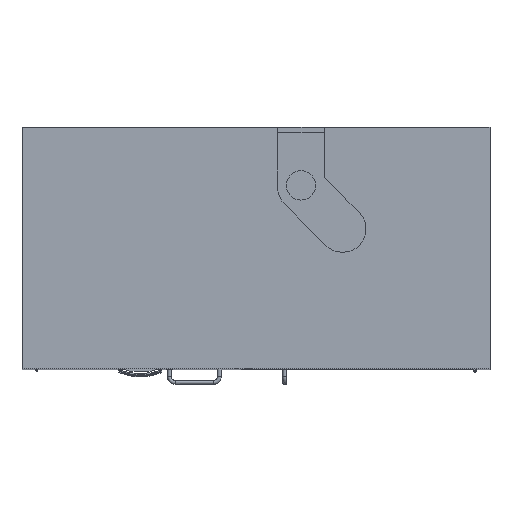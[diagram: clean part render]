
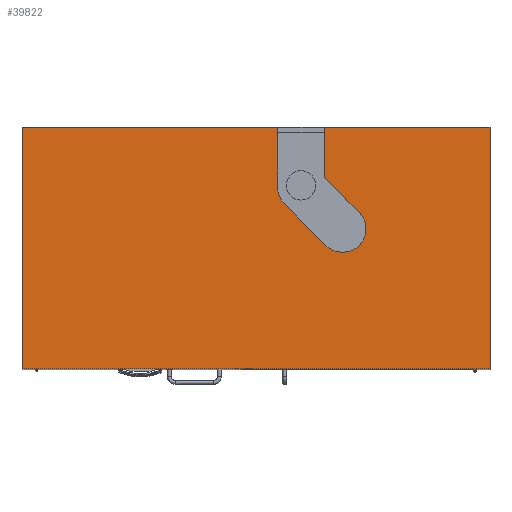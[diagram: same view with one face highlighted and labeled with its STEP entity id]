
A CAD part, top view. The second image highlights one B-rep face of the part: STEP entity #39822.
In plain terms, the highlighted planar face has unit normal (0, 0, 1).
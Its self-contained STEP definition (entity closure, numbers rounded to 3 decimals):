
#1738=LINE('',#54208,#5873);
#1739=LINE('',#54212,#5874);
#1740=LINE('',#54216,#5875);
#1741=LINE('',#54220,#5876);
#1742=LINE('',#54222,#5877);
#1743=LINE('',#54224,#5878);
#1744=LINE('',#54226,#5879);
#1745=LINE('',#54228,#5880);
#1746=LINE('',#54229,#5881);
#5873=VECTOR('',#45159,10.);
#5874=VECTOR('',#45162,10.);
#5875=VECTOR('',#45165,10.);
#5876=VECTOR('',#45168,10.);
#5877=VECTOR('',#45169,10.);
#5878=VECTOR('',#45170,10.);
#5879=VECTOR('',#45171,10.);
#5880=VECTOR('',#45172,10.);
#5881=VECTOR('',#45173,10.);
#9826=PLANE('',#42242);
#11913=FACE_OUTER_BOUND('',#14164,.T.);
#14164=EDGE_LOOP('',(#26939,#26940,#26941,#26942,#26943,#26944,#26945,#26946,
#26947,#26948,#26949,#26950));
#16805=CIRCLE('',#42243,10.);
#16806=CIRCLE('',#42244,60.);
#16807=CIRCLE('',#42245,60.);
#17429=VERTEX_POINT('',#54206);
#17430=VERTEX_POINT('',#54207);
#17431=VERTEX_POINT('',#54209);
#17432=VERTEX_POINT('',#54211);
#17433=VERTEX_POINT('',#54213);
#17434=VERTEX_POINT('',#54215);
#17435=VERTEX_POINT('',#54217);
#17436=VERTEX_POINT('',#54219);
#17437=VERTEX_POINT('',#54221);
#17438=VERTEX_POINT('',#54223);
#17439=VERTEX_POINT('',#54225);
#17440=VERTEX_POINT('',#54227);
#21201=EDGE_CURVE('',#17429,#17430,#1738,.T.);
#21202=EDGE_CURVE('',#17430,#17431,#16805,.T.);
#21203=EDGE_CURVE('',#17431,#17432,#1739,.T.);
#21204=EDGE_CURVE('',#17432,#17433,#16806,.T.);
#21205=EDGE_CURVE('',#17433,#17434,#1740,.T.);
#21206=EDGE_CURVE('',#17434,#17435,#16807,.T.);
#21207=EDGE_CURVE('',#17435,#17436,#1741,.T.);
#21208=EDGE_CURVE('',#17436,#17437,#1742,.T.);
#21209=EDGE_CURVE('',#17437,#17438,#1743,.T.);
#21210=EDGE_CURVE('',#17438,#17439,#1744,.T.);
#21211=EDGE_CURVE('',#17439,#17440,#1745,.T.);
#21212=EDGE_CURVE('',#17440,#17429,#1746,.T.);
#26939=ORIENTED_EDGE('',*,*,#21201,.T.);
#26940=ORIENTED_EDGE('',*,*,#21202,.T.);
#26941=ORIENTED_EDGE('',*,*,#21203,.T.);
#26942=ORIENTED_EDGE('',*,*,#21204,.T.);
#26943=ORIENTED_EDGE('',*,*,#21205,.T.);
#26944=ORIENTED_EDGE('',*,*,#21206,.T.);
#26945=ORIENTED_EDGE('',*,*,#21207,.T.);
#26946=ORIENTED_EDGE('',*,*,#21208,.T.);
#26947=ORIENTED_EDGE('',*,*,#21209,.T.);
#26948=ORIENTED_EDGE('',*,*,#21210,.T.);
#26949=ORIENTED_EDGE('',*,*,#21211,.T.);
#26950=ORIENTED_EDGE('',*,*,#21212,.T.);
#39822=ADVANCED_FACE('',(#11913),#9826,.T.);
#42242=AXIS2_PLACEMENT_3D('',#54205,#45157,#45158);
#42243=AXIS2_PLACEMENT_3D('',#54210,#45160,#45161);
#42244=AXIS2_PLACEMENT_3D('',#54214,#45163,#45164);
#42245=AXIS2_PLACEMENT_3D('',#54218,#45166,#45167);
#45157=DIRECTION('center_axis',(0.,0.,1.));
#45158=DIRECTION('ref_axis',(1.,0.,0.));
#45159=DIRECTION('',(0.,-1.,0.));
#45160=DIRECTION('center_axis',(0.,0.,1.));
#45161=DIRECTION('ref_axis',(1.,0.,0.));
#45162=DIRECTION('',(0.707,-0.707,0.));
#45163=DIRECTION('center_axis',(0.,0.,-1.));
#45164=DIRECTION('ref_axis',(-0.707,-0.707,0.));
#45165=DIRECTION('',(-0.707,0.707,0.));
#45166=DIRECTION('center_axis',(0.,0.,-1.));
#45167=DIRECTION('ref_axis',(-1.,0.,0.));
#45168=DIRECTION('',(0.,1.,0.));
#45169=DIRECTION('',(-1.,0.,0.));
#45170=DIRECTION('',(0.,-1.,0.));
#45171=DIRECTION('',(1.,0.,0.));
#45172=DIRECTION('',(0.,1.,0.));
#45173=DIRECTION('',(-1.,0.,0.));
#54205=CARTESIAN_POINT('Origin',(0.,0.,
984.));
#54206=CARTESIAN_POINT('',(175.,308.25,984.));
#54207=CARTESIAN_POINT('',(175.,184.245,984.));
#54208=CARTESIAN_POINT('',(175.,147.25,984.));
#54209=CARTESIAN_POINT('',(177.929,177.174,984.));
#54210=CARTESIAN_POINT('Origin',(185.,184.245,984.));
#54211=CARTESIAN_POINT('',(263.676,91.426,984.));
#54212=CARTESIAN_POINT('',(177.74,177.363,984.));
#54213=CARTESIAN_POINT('',(178.824,6.574,984.));
#54214=CARTESIAN_POINT('Origin',(221.25,49.,984.));
#54215=CARTESIAN_POINT('',(72.574,112.824,984.));
#54216=CARTESIAN_POINT('',(135.761,49.636,984.));
#54217=CARTESIAN_POINT('',(55.,155.25,984.));
#54218=CARTESIAN_POINT('Origin',(115.,155.25,984.));
#54219=CARTESIAN_POINT('',(55.,308.25,984.));
#54220=CARTESIAN_POINT('',(55.,147.25,984.));
#54221=CARTESIAN_POINT('',(-598.25,308.25,984.));
#54222=CARTESIAN_POINT('',(598.25,308.25,984.));
#54223=CARTESIAN_POINT('',(-598.25,-308.25,984.));
#54224=CARTESIAN_POINT('',(-598.25,308.25,984.));
#54225=CARTESIAN_POINT('',(598.25,-308.25,984.));
#54226=CARTESIAN_POINT('',(-598.25,-308.25,984.));
#54227=CARTESIAN_POINT('',(598.25,308.25,984.));
#54228=CARTESIAN_POINT('',(598.25,-308.25,984.));
#54229=CARTESIAN_POINT('',(598.25,308.25,984.));
